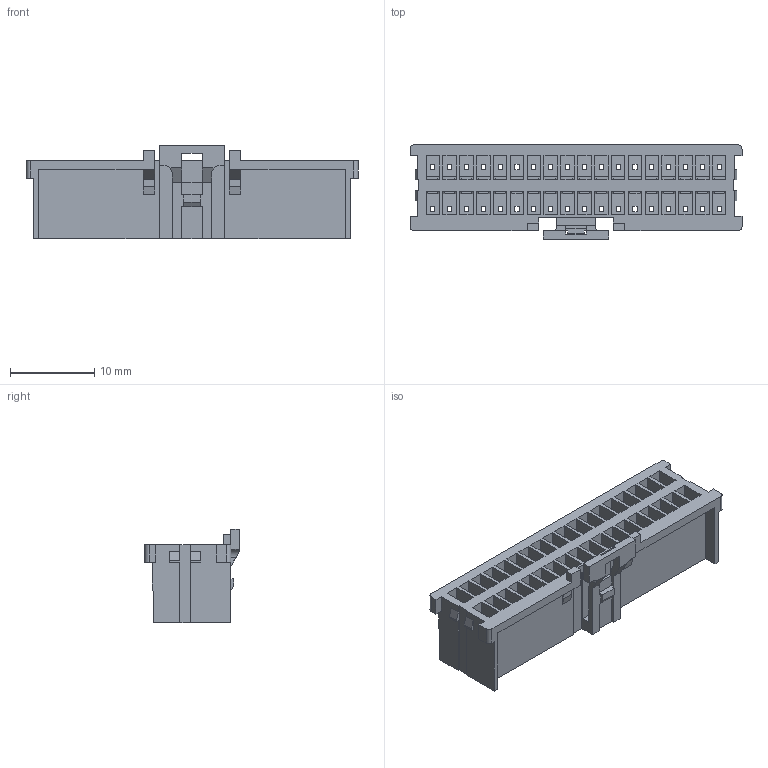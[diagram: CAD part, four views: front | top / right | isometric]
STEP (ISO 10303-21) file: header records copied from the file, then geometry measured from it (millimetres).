
FILE_DESCRIPTION( ( 'Unknown' ), '1' );
FILE_NAME( '624036213322.stp', 'Unknown', ( 'Unknown' ), ( 'Unknown' ), 'PSStep 14.0', 'Unknown', ' ' );
FILE_SCHEMA( ( 'AUTOMOTIVE_DESIGN { 1 0 10303 214 1 1 1 1 }' ) );
Length unit declared in the file: millimetre
Products named in the file (1): 1
Bounding box: 39.4 x 11.2 x 11.15 mm (x, y, z)
Volume: 1202.6 mm3; surface area: 4976.5 mm2
Topology: 1 solids, 1 shells, 1098 faces, 3033 edges, 1900 vertices
Faces by surface type: plane 1072, cylinder 26
Entity records: 42897 total; most frequent: ORIENTED_EDGE 6066, CARTESIAN_POINT 6032, DIRECTION 5287, EDGE_CURVE 3033, LINE 2977, VECTOR 2977, VERTEX_POINT 1900, EDGE_LOOP 1207
